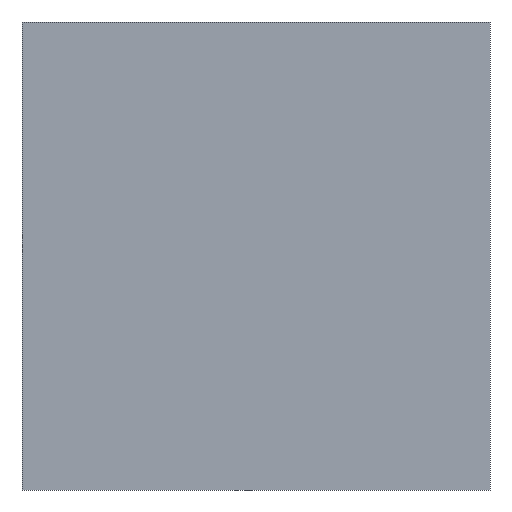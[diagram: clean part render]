
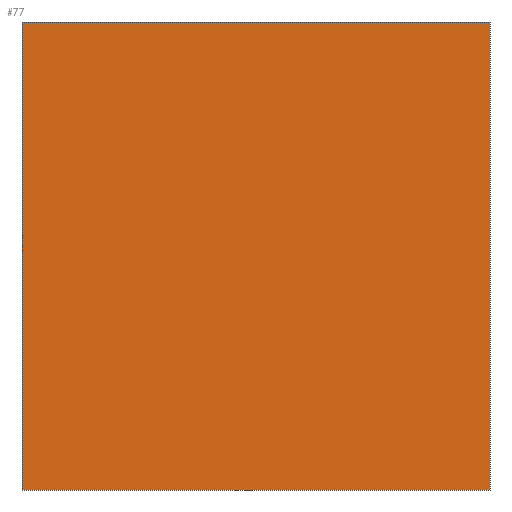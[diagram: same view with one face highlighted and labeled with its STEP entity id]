
A CAD part, front view. The second image highlights one B-rep face of the part: STEP entity #77.
In plain terms, the highlighted planar face has unit normal (0, 1, 0).
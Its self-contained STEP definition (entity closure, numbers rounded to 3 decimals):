
#21 = EDGE_CURVE('',#22,#24,#26,.T.);
#22 = VERTEX_POINT('',#23);
#23 = CARTESIAN_POINT('',(-500.,-500.,-500.));
#24 = VERTEX_POINT('',#25);
#25 = CARTESIAN_POINT('',(500.,-500.,-500.));
#26 = LINE('',#27,#28);
#27 = CARTESIAN_POINT('',(-500.,-500.,-500.));
#28 = VECTOR('',#29,1.);
#29 = DIRECTION('',(1.,0.,0.));
#63 = EDGE_CURVE('',#64,#66,#68,.T.);
#64 = VERTEX_POINT('',#65);
#65 = CARTESIAN_POINT('',(-500.,-500.,500.));
#66 = VERTEX_POINT('',#67);
#67 = CARTESIAN_POINT('',(500.,-500.,500.));
#68 = LINE('',#69,#70);
#69 = CARTESIAN_POINT('',(-500.,-500.,500.));
#70 = VECTOR('',#71,1.);
#71 = DIRECTION('',(1.,0.,0.));
#77 = ADVANCED_FACE('',(#88),#89,.T.);
#88 = FACE_BOUND('',#90,.T.);
#90 = EDGE_LOOP('',(#91,#92,#93,#94));
#91 = ORIENTED_EDGE('',*,*,#21,.T.);
#92 = ORIENTED_EDGE('',*,*,#95,.T.);
#95 = EDGE_CURVE('',#24,#66,#96,.T.);
#96 = LINE('',#25,#70);
#93 = ORIENTED_EDGE('',*,*,#63,.F.);
#94 = ORIENTED_EDGE('',*,*,#98,.F.);
#98 = EDGE_CURVE('',#22,#64,#99,.T.);
#99 = LINE('',#23,#70);
#89 = PLANE('',#100);
#100 = AXIS2_PLACEMENT_3D('',#101,#102,#71);
#101 = CARTESIAN_POINT('',(0.,-500.,0.));
#102 = DIRECTION('',(0.,1.,0.));
